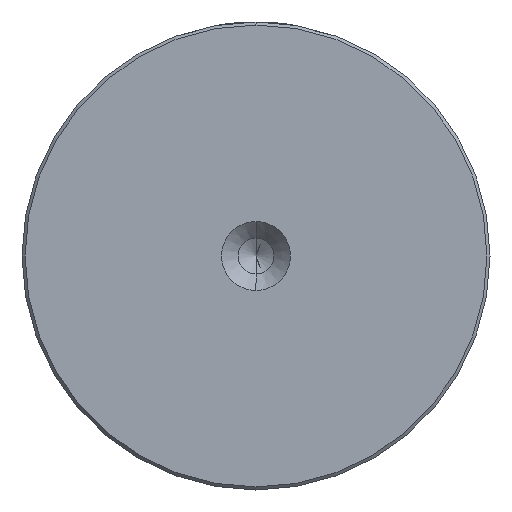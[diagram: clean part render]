
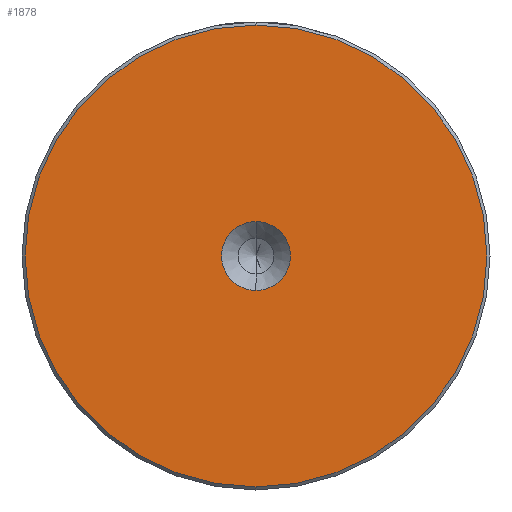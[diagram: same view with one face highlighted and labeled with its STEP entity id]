
A CAD part, left-side view. The second image highlights one B-rep face of the part: STEP entity #1878.
In plain terms, the highlighted planar face has unit normal (-1, 0, 0).
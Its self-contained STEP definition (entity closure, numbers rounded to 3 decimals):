
#149 = VERTEX_POINT ( 'NONE', #1871 ) ;
#191 = CARTESIAN_POINT ( 'NONE',  ( 0., 0., -5.6 ) ) ;
#250 = CARTESIAN_POINT ( 'NONE',  ( 0., 0., 0. ) ) ;
#275 = VERTEX_POINT ( 'NONE', #863 ) ;
#296 = DIRECTION ( 'NONE',  ( -1., 0., 0. ) ) ;
#346 = DIRECTION ( 'NONE',  ( 0., 0., 1. ) ) ;
#437 = AXIS2_PLACEMENT_3D ( 'NONE', #1545, #296, #1744 ) ;
#461 = PLANE ( 'NONE',  #1075 ) ;
#555 = DIRECTION ( 'NONE',  ( -1., 0., 0. ) ) ;
#566 = CARTESIAN_POINT ( 'NONE',  ( 0., 0., 0. ) ) ;
#600 = DIRECTION ( 'NONE',  ( -1., 0., 0. ) ) ;
#605 = EDGE_CURVE ( 'NONE', #1883, #275, #1151, .T. ) ;
#634 = EDGE_CURVE ( 'NONE', #2332, #149, #688, .T. ) ;
#688 = CIRCLE ( 'NONE', #1671, 5.6 ) ;
#758 = DIRECTION ( 'NONE',  ( 0., 0., 1. ) ) ;
#779 = FACE_BOUND ( 'NONE', #2366, .T. ) ;
#800 = CARTESIAN_POINT ( 'NONE',  ( 0., 0., 0. ) ) ;
#863 = CARTESIAN_POINT ( 'NONE',  ( 0., 0., -37.5 ) ) ;
#885 = DIRECTION ( 'NONE',  ( 0., 0., 1. ) ) ;
#926 = EDGE_CURVE ( 'NONE', #149, #2332, #1187, .T. ) ;
#1075 = AXIS2_PLACEMENT_3D ( 'NONE', #250, #2099, #885 ) ;
#1151 = CIRCLE ( 'NONE', #1802, 37.5 ) ;
#1155 = CARTESIAN_POINT ( 'NONE',  ( 0., 0., 0. ) ) ;
#1187 = CIRCLE ( 'NONE', #1648, 5.6 ) ;
#1259 = FACE_OUTER_BOUND ( 'NONE', #2629, .T. ) ;
#1299 = CARTESIAN_POINT ( 'NONE',  ( 0., 0., 37.5 ) ) ;
#1306 = EDGE_CURVE ( 'NONE', #275, #1883, #1870, .T. ) ;
#1367 = DIRECTION ( 'NONE',  ( 0., 0., 1. ) ) ;
#1522 = ORIENTED_EDGE ( 'NONE', *, *, #605, .T. ) ;
#1545 = CARTESIAN_POINT ( 'NONE',  ( 0., 0., 0. ) ) ;
#1648 = AXIS2_PLACEMENT_3D ( 'NONE', #1155, #2571, #1367 ) ;
#1671 = AXIS2_PLACEMENT_3D ( 'NONE', #800, #600, #758 ) ;
#1744 = DIRECTION ( 'NONE',  ( 0., 0., 1. ) ) ;
#1802 = AXIS2_PLACEMENT_3D ( 'NONE', #566, #555, #346 ) ;
#1870 = CIRCLE ( 'NONE', #437, 37.5 ) ;
#1871 = CARTESIAN_POINT ( 'NONE',  ( 0., 0., 5.6 ) ) ;
#1878 = ADVANCED_FACE ( 'NONE', ( #1259, #779 ), #461, .T. ) ;
#1883 = VERTEX_POINT ( 'NONE', #1299 ) ;
#2099 = DIRECTION ( 'NONE',  ( -1., 0., 0. ) ) ;
#2183 = ORIENTED_EDGE ( 'NONE', *, *, #926, .F. ) ;
#2332 = VERTEX_POINT ( 'NONE', #191 ) ;
#2357 = ORIENTED_EDGE ( 'NONE', *, *, #634, .F. ) ;
#2366 = EDGE_LOOP ( 'NONE', ( #2183, #2357 ) ) ;
#2571 = DIRECTION ( 'NONE',  ( -1., 0., 0. ) ) ;
#2629 = EDGE_LOOP ( 'NONE', ( #2679, #1522 ) ) ;
#2679 = ORIENTED_EDGE ( 'NONE', *, *, #1306, .T. ) ;
